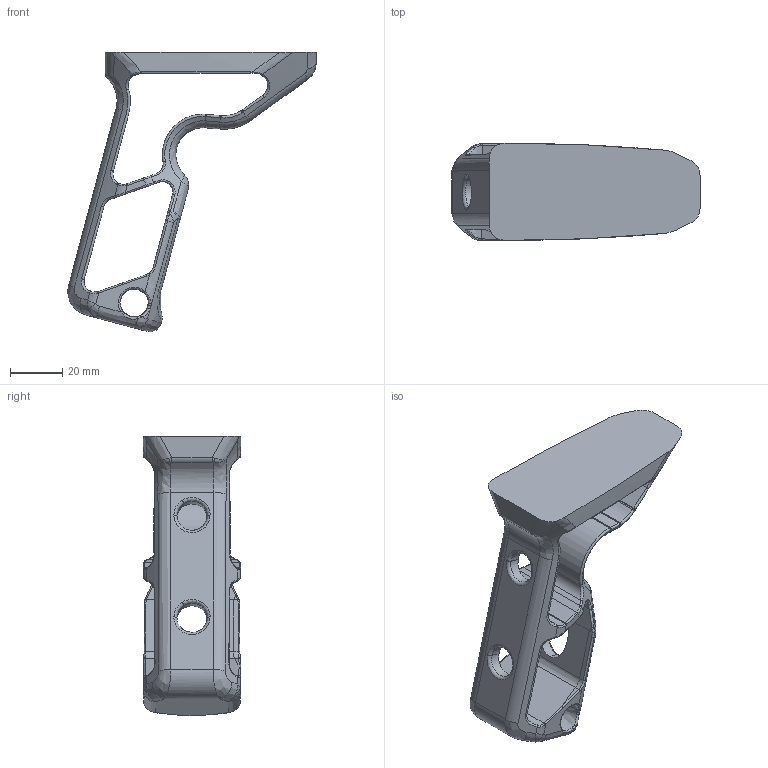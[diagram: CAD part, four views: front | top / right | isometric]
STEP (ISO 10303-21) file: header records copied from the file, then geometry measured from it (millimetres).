
FILE_DESCRIPTION(('FreeCAD Model'),'2;1');
FILE_NAME('Open CASCADE Shape Model','2025-05-05T04:53:39',('FreeCAD'),( 'FreeCAD'),'Open CASCADE STEP processor 7.6','FreeCAD','Unknown');
FILE_SCHEMA(('AUTOMOTIVE_DESIGN { 1 0 10303 214 1 1 1 1 }'));
Length unit declared in the file: millimetre
Products named in the file (1): Open CASCADE STEP translator 7.6 1
Bounding box: 95.06 x 37.19 x 106.93 mm (x, y, z)
Volume: 63481.5 mm3; surface area: 24313.6 mm2
Topology: 1 solids, 1 shells, 291 faces, 701 edges, 395 vertices
Faces by surface type: bspline 291
Entity records: 27031 total; most frequent: CARTESIAN_POINT 22735, ORIENTED_EDGE 1382, EDGE_CURVE 691, B_SPLINE_CURVE_WITH_KNOTS 668, VERTEX_POINT 395, FACE_BOUND 296, EDGE_LOOP 296, ADVANCED_FACE 291
